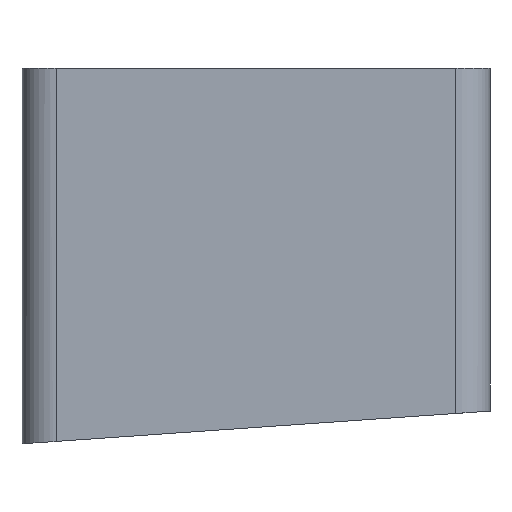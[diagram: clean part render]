
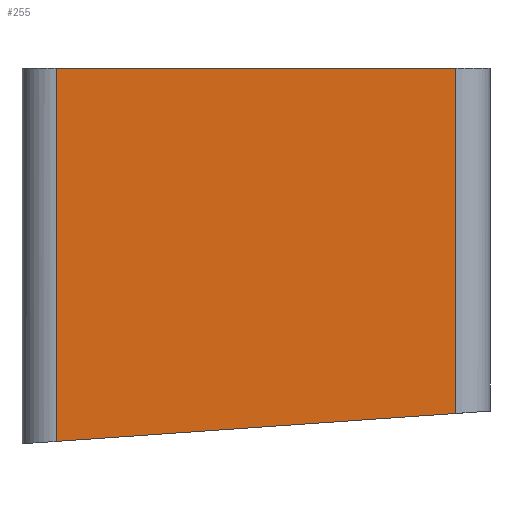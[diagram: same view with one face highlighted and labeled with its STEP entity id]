
A CAD part, front view. The second image highlights one B-rep face of the part: STEP entity #255.
In plain terms, the highlighted planar face has unit normal (0, -1, 0).
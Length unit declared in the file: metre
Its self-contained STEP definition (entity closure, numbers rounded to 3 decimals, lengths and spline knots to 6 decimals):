
#48=ORIENTED_EDGE('',*,*,#116,.F.);
#49=ORIENTED_EDGE('',*,*,#117,.F.);
#50=ORIENTED_EDGE('',*,*,#118,.T.);
#51=ORIENTED_EDGE('',*,*,#119,.F.);
#116=EDGE_CURVE('',#148,#149,#176,.T.);
#117=EDGE_CURVE('',#150,#148,#177,.T.);
#118=EDGE_CURVE('',#150,#151,#178,.T.);
#119=EDGE_CURVE('',#149,#151,#179,.F.);
#148=VERTEX_POINT('',#417);
#149=VERTEX_POINT('',#418);
#150=VERTEX_POINT('',#420);
#151=VERTEX_POINT('',#422);
#176=LINE('',#416,#204);
#177=LINE('',#419,#205);
#178=LINE('',#421,#206);
#179=LINE('',#423,#207);
#204=VECTOR('',#333,1.);
#205=VECTOR('',#334,1.);
#206=VECTOR('',#335,1.);
#207=VECTOR('',#336,1.);
#217=EDGE_LOOP('',(#48,#49,#50,#51));
#231=FACE_BOUND('',#217,.T.);
#245=PLANE('',#282);
#255=ADVANCED_FACE('',(#231),#245,.F.);
#282=AXIS2_PLACEMENT_3D('',#415,#331,#332);
#331=DIRECTION('',(0.,1.,0.));
#332=DIRECTION('',(-1.,0.,0.));
#333=DIRECTION('',(-0.998,0.,-0.07));
#334=DIRECTION('',(0.,0.,-1.));
#335=DIRECTION('',(-1.,0.,0.));
#336=DIRECTION('',(0.,0.,-1.));
#415=CARTESIAN_POINT('',(0.03385,-0.004,0.018));
#416=CARTESIAN_POINT('',(0.03385,-0.004,-0.002955));
#417=CARTESIAN_POINT('',(0.0455,-0.004,-0.00214));
#418=CARTESIAN_POINT('',(0.0222,-0.004,-0.003769));
#419=CARTESIAN_POINT('',(0.0455,-0.004,0.018));
#420=CARTESIAN_POINT('',(0.0455,-0.004,0.018));
#421=CARTESIAN_POINT('',(0.03385,-0.004,0.018));
#422=CARTESIAN_POINT('',(0.0222,-0.004,0.018));
#423=CARTESIAN_POINT('',(0.0222,-0.004,0.018));
